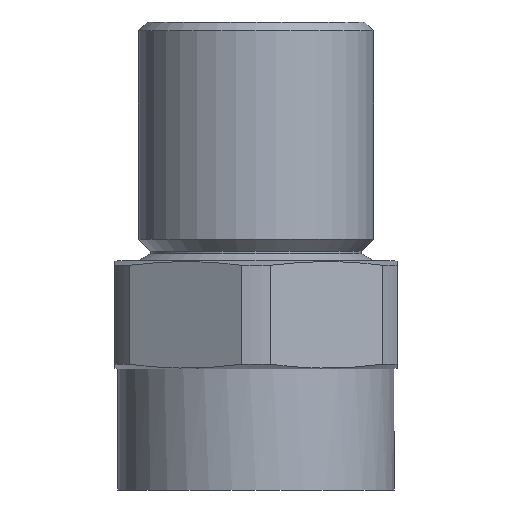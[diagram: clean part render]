
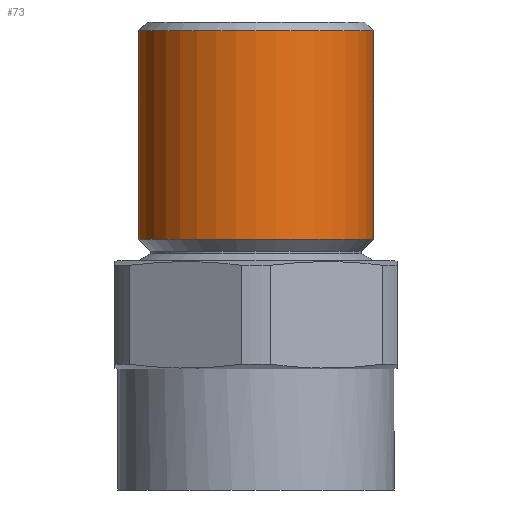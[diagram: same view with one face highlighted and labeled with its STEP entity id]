
A CAD part, front view. The second image highlights one B-rep face of the part: STEP entity #73.
In plain terms, the highlighted cylindrical face has radius 10 mm (diameter 20 mm), a full revolution.
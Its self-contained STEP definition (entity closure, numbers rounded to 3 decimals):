
#34 = EDGE_LOOP ( 'NONE', ( #843 ) ) ;
#35 = DIRECTION ( 'NONE',  ( 0., 0., -1. ) ) ;
#42 = DIRECTION ( 'NONE',  ( 0., 1., 0. ) ) ;
#57 = CIRCLE ( 'NONE', #683, 10. ) ;
#60 = AXIS2_PLACEMENT_3D ( 'NONE', #238, #35, #42 ) ;
#69 = CARTESIAN_POINT ( 'NONE',  ( 0., 0., 0. ) ) ;
#73 = ADVANCED_FACE ( 'NONE', ( #587, #367 ), #168, .T. ) ;
#168 = CYLINDRICAL_SURFACE ( 'NONE', #295, 10. ) ;
#178 = EDGE_CURVE ( 'NONE', #354, #354, #854, .T. ) ;
#200 = EDGE_LOOP ( 'NONE', ( #896 ) ) ;
#238 = CARTESIAN_POINT ( 'NONE',  ( 0., 0., 21.317 ) ) ;
#252 = VERTEX_POINT ( 'NONE', #775 ) ;
#290 = CARTESIAN_POINT ( 'NONE',  ( 0., 10., 21.317 ) ) ;
#295 = AXIS2_PLACEMENT_3D ( 'NONE', #69, #838, #833 ) ;
#306 = DIRECTION ( 'NONE',  ( 0., 0., -1. ) ) ;
#354 = VERTEX_POINT ( 'NONE', #290 ) ;
#367 = FACE_OUTER_BOUND ( 'NONE', #200, .T. ) ;
#452 = EDGE_CURVE ( 'NONE', #252, #252, #57, .T. ) ;
#587 = FACE_OUTER_BOUND ( 'NONE', #34, .T. ) ;
#683 = AXIS2_PLACEMENT_3D ( 'NONE', #858, #306, #727 ) ;
#727 = DIRECTION ( 'NONE',  ( 1., 0., 0. ) ) ;
#775 = CARTESIAN_POINT ( 'NONE',  ( 10., 0., 39.05 ) ) ;
#833 = DIRECTION ( 'NONE',  ( -1., 0., 0. ) ) ;
#838 = DIRECTION ( 'NONE',  ( 0., 0., -1. ) ) ;
#843 = ORIENTED_EDGE ( 'NONE', *, *, #178, .F. ) ;
#854 = CIRCLE ( 'NONE', #60, 10. ) ;
#858 = CARTESIAN_POINT ( 'NONE',  ( 0., 0., 39.05 ) ) ;
#896 = ORIENTED_EDGE ( 'NONE', *, *, #452, .T. ) ;
